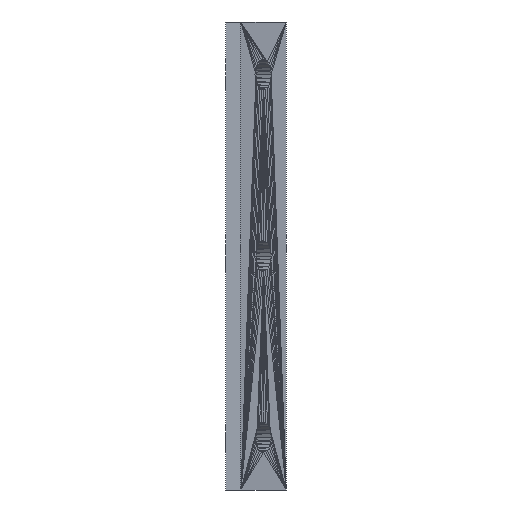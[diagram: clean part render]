
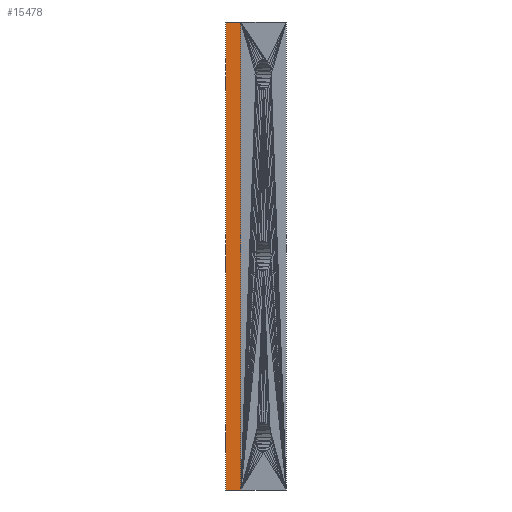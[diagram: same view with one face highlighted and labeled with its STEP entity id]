
A CAD part, left-side view. The second image highlights one B-rep face of the part: STEP entity #15478.
In plain terms, the highlighted planar face has unit normal (-1, 0, 0).
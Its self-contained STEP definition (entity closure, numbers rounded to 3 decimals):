
#130 = PLANE('',#131);
#131 = AXIS2_PLACEMENT_3D('',#132,#133,#134);
#132 = CARTESIAN_POINT('',(-17.639,-336.476,4.5));
#133 = DIRECTION('',(0.,1.,0.));
#134 = DIRECTION('',(0.,-0.,1.));
#2996 = PLANE('',#2997);
#2997 = AXIS2_PLACEMENT_3D('',#2998,#2999,#3000);
#2998 = CARTESIAN_POINT('',(-21.391,-337.476,4.5));
#2999 = DIRECTION('',(-0.,-1.,-0.));
#3000 = DIRECTION('',(0.,0.,-1.));
#8170 = PLANE('',#8171);
#8171 = AXIS2_PLACEMENT_3D('',#8172,#8173,#8174);
#8172 = CARTESIAN_POINT('',(-17.177,-337.092,20.));
#8173 = DIRECTION('',(0.,0.,1.));
#8174 = DIRECTION('',(1.,0.,-0.));
#9843 = PLANE('',#9844);
#9844 = AXIS2_PLACEMENT_3D('',#9845,#9846,#9847);
#9845 = CARTESIAN_POINT('',(-17.177,-337.092,-11.));
#9846 = DIRECTION('',(0.,0.,-1.));
#9847 = DIRECTION('',(0.,-1.,0.));
#10288 = VERTEX_POINT('',#10289);
#10289 = CARTESIAN_POINT('',(-49.389,-337.476,20.));
#10310 = EDGE_CURVE('',#10288,#10311,#10313,.T.);
#10311 = VERTEX_POINT('',#10312);
#10312 = CARTESIAN_POINT('',(-49.389,-337.476,-11.));
#10313 = SURFACE_CURVE('',#10314,(#10318,#10325),.PCURVE_S1.);
#10314 = LINE('',#10315,#10316);
#10315 = CARTESIAN_POINT('',(-49.389,-337.476,20.));
#10316 = VECTOR('',#10317,1.);
#10317 = DIRECTION('',(0.,0.,-1.));
#10318 = PCURVE('',#2996,#10319);
#10319 = DEFINITIONAL_REPRESENTATION('',(#10320),#10324);
#10320 = LINE('',#10321,#10322);
#10321 = CARTESIAN_POINT('',(-15.5,-27.997));
#10322 = VECTOR('',#10323,1.);
#10323 = DIRECTION('',(1.,0.));
#10324 = ( GEOMETRIC_REPRESENTATION_CONTEXT(2) 
PARAMETRIC_REPRESENTATION_CONTEXT() REPRESENTATION_CONTEXT('2D SPACE',''
  ) );
#10325 = PCURVE('',#10326,#10331);
#10326 = PLANE('',#10327);
#10327 = AXIS2_PLACEMENT_3D('',#10328,#10329,#10330);
#10328 = CARTESIAN_POINT('',(-49.389,-336.976,4.5));
#10329 = DIRECTION('',(-1.,-0.,-0.));
#10330 = DIRECTION('',(0.,0.,-1.));
#10331 = DEFINITIONAL_REPRESENTATION('',(#10332),#10336);
#10332 = LINE('',#10333,#10334);
#10333 = CARTESIAN_POINT('',(-15.5,0.5));
#10334 = VECTOR('',#10335,1.);
#10335 = DIRECTION('',(1.,0.));
#10336 = ( GEOMETRIC_REPRESENTATION_CONTEXT(2) 
PARAMETRIC_REPRESENTATION_CONTEXT() REPRESENTATION_CONTEXT('2D SPACE',''
  ) );
#14259 = VERTEX_POINT('',#14260);
#14260 = CARTESIAN_POINT('',(-49.389,-336.476,20.));
#14281 = EDGE_CURVE('',#14259,#10288,#14282,.T.);
#14282 = SURFACE_CURVE('',#14283,(#14287,#14294),.PCURVE_S1.);
#14283 = LINE('',#14284,#14285);
#14284 = CARTESIAN_POINT('',(-49.389,-336.476,20.));
#14285 = VECTOR('',#14286,1.);
#14286 = DIRECTION('',(0.,-1.,0.));
#14287 = PCURVE('',#8170,#14288);
#14288 = DEFINITIONAL_REPRESENTATION('',(#14289),#14293);
#14289 = LINE('',#14290,#14291);
#14290 = CARTESIAN_POINT('',(-32.211,0.616));
#14291 = VECTOR('',#14292,1.);
#14292 = DIRECTION('',(0.,-1.));
#14293 = ( GEOMETRIC_REPRESENTATION_CONTEXT(2) 
PARAMETRIC_REPRESENTATION_CONTEXT() REPRESENTATION_CONTEXT('2D SPACE',''
  ) );
#14294 = PCURVE('',#10326,#14295);
#14295 = DEFINITIONAL_REPRESENTATION('',(#14296),#14300);
#14296 = LINE('',#14297,#14298);
#14297 = CARTESIAN_POINT('',(-15.5,-0.5));
#14298 = VECTOR('',#14299,1.);
#14299 = DIRECTION('',(0.,1.));
#14300 = ( GEOMETRIC_REPRESENTATION_CONTEXT(2) 
PARAMETRIC_REPRESENTATION_CONTEXT() REPRESENTATION_CONTEXT('2D SPACE',''
  ) );
#15478 = ADVANCED_FACE('',(#15479),#10326,.T.);
#15479 = FACE_BOUND('',#15480,.T.);
#15480 = EDGE_LOOP('',(#15481,#15482,#15483,#15506));
#15481 = ORIENTED_EDGE('',*,*,#10310,.F.);
#15482 = ORIENTED_EDGE('',*,*,#14281,.F.);
#15483 = ORIENTED_EDGE('',*,*,#15484,.T.);
#15484 = EDGE_CURVE('',#14259,#15485,#15487,.T.);
#15485 = VERTEX_POINT('',#15486);
#15486 = CARTESIAN_POINT('',(-49.389,-336.476,-11.));
#15487 = SURFACE_CURVE('',#15488,(#15492,#15499),.PCURVE_S1.);
#15488 = LINE('',#15489,#15490);
#15489 = CARTESIAN_POINT('',(-49.389,-336.476,20.));
#15490 = VECTOR('',#15491,1.);
#15491 = DIRECTION('',(0.,0.,-1.));
#15492 = PCURVE('',#10326,#15493);
#15493 = DEFINITIONAL_REPRESENTATION('',(#15494),#15498);
#15494 = LINE('',#15495,#15496);
#15495 = CARTESIAN_POINT('',(-15.5,-0.5));
#15496 = VECTOR('',#15497,1.);
#15497 = DIRECTION('',(1.,0.));
#15498 = ( GEOMETRIC_REPRESENTATION_CONTEXT(2) 
PARAMETRIC_REPRESENTATION_CONTEXT() REPRESENTATION_CONTEXT('2D SPACE',''
  ) );
#15499 = PCURVE('',#130,#15500);
#15500 = DEFINITIONAL_REPRESENTATION('',(#15501),#15505);
#15501 = LINE('',#15502,#15503);
#15502 = CARTESIAN_POINT('',(15.5,-31.75));
#15503 = VECTOR('',#15504,1.);
#15504 = DIRECTION('',(-1.,0.));
#15505 = ( GEOMETRIC_REPRESENTATION_CONTEXT(2) 
PARAMETRIC_REPRESENTATION_CONTEXT() REPRESENTATION_CONTEXT('2D SPACE',''
  ) );
#15506 = ORIENTED_EDGE('',*,*,#15507,.T.);
#15507 = EDGE_CURVE('',#15485,#10311,#15508,.T.);
#15508 = SURFACE_CURVE('',#15509,(#15513,#15520),.PCURVE_S1.);
#15509 = LINE('',#15510,#15511);
#15510 = CARTESIAN_POINT('',(-49.389,-336.476,-11.));
#15511 = VECTOR('',#15512,1.);
#15512 = DIRECTION('',(0.,-1.,0.));
#15513 = PCURVE('',#10326,#15514);
#15514 = DEFINITIONAL_REPRESENTATION('',(#15515),#15519);
#15515 = LINE('',#15516,#15517);
#15516 = CARTESIAN_POINT('',(15.5,-0.5));
#15517 = VECTOR('',#15518,1.);
#15518 = DIRECTION('',(0.,1.));
#15519 = ( GEOMETRIC_REPRESENTATION_CONTEXT(2) 
PARAMETRIC_REPRESENTATION_CONTEXT() REPRESENTATION_CONTEXT('2D SPACE',''
  ) );
#15520 = PCURVE('',#9843,#15521);
#15521 = DEFINITIONAL_REPRESENTATION('',(#15522),#15526);
#15522 = LINE('',#15523,#15524);
#15523 = CARTESIAN_POINT('',(-0.616,32.211));
#15524 = VECTOR('',#15525,1.);
#15525 = DIRECTION('',(1.,0.));
#15526 = ( GEOMETRIC_REPRESENTATION_CONTEXT(2) 
PARAMETRIC_REPRESENTATION_CONTEXT() REPRESENTATION_CONTEXT('2D SPACE',''
  ) );
